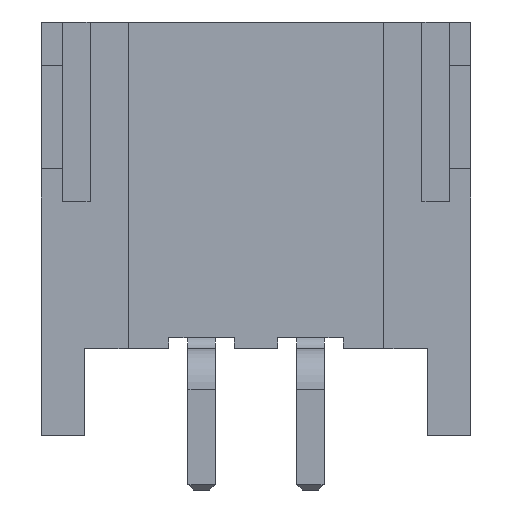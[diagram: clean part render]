
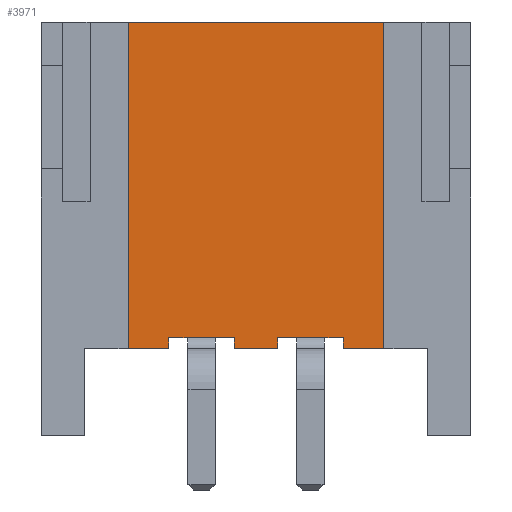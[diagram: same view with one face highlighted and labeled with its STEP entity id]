
A CAD part, front view. The second image highlights one B-rep face of the part: STEP entity #3971.
In plain terms, the highlighted planar face has unit normal (0, 1, 0).
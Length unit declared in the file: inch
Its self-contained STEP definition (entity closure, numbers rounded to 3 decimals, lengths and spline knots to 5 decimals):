
#221=FACE_OUTER_BOUND('',#349,.T.);
#349=EDGE_LOOP('',(#3319,#3320,#3321,#3322,#3323,#3324,#3325,#3326,#3327,
#3328,#3329,#3330));
#615=LINE('',#5886,#1271);
#616=LINE('',#5888,#1272);
#617=LINE('',#5890,#1273);
#618=LINE('',#5892,#1274);
#619=LINE('',#5894,#1275);
#620=LINE('',#5896,#1276);
#621=LINE('',#5898,#1277);
#622=LINE('',#5900,#1278);
#623=LINE('',#5902,#1279);
#624=LINE('',#5904,#1280);
#625=LINE('',#5906,#1281);
#626=LINE('',#5907,#1282);
#1271=VECTOR('',#4774,0.00787);
#1272=VECTOR('',#4775,0.04724);
#1273=VECTOR('',#4776,0.00787);
#1274=VECTOR('',#4777,0.0315);
#1275=VECTOR('',#4778,0.00787);
#1276=VECTOR('',#4779,0.04724);
#1277=VECTOR('',#4780,0.00787);
#1278=VECTOR('',#4781,0.02953);
#1279=VECTOR('',#4782,0.23622);
#1280=VECTOR('',#4783,0.18504);
#1281=VECTOR('',#4784,0.23622);
#1282=VECTOR('',#4785,0.02953);
#1943=VERTEX_POINT('',#5884);
#1944=VERTEX_POINT('',#5885);
#1945=VERTEX_POINT('',#5887);
#1946=VERTEX_POINT('',#5889);
#1947=VERTEX_POINT('',#5891);
#1948=VERTEX_POINT('',#5893);
#1949=VERTEX_POINT('',#5895);
#1950=VERTEX_POINT('',#5897);
#1951=VERTEX_POINT('',#5899);
#1952=VERTEX_POINT('',#5901);
#1953=VERTEX_POINT('',#5903);
#1954=VERTEX_POINT('',#5905);
#2631=EDGE_CURVE('',#1943,#1944,#615,.T.);
#2632=EDGE_CURVE('',#1944,#1945,#616,.T.);
#2633=EDGE_CURVE('',#1945,#1946,#617,.T.);
#2634=EDGE_CURVE('',#1946,#1947,#618,.T.);
#2635=EDGE_CURVE('',#1947,#1948,#619,.T.);
#2636=EDGE_CURVE('',#1948,#1949,#620,.T.);
#2637=EDGE_CURVE('',#1949,#1950,#621,.T.);
#2638=EDGE_CURVE('',#1950,#1951,#622,.T.);
#2639=EDGE_CURVE('',#1951,#1952,#623,.T.);
#2640=EDGE_CURVE('',#1952,#1953,#624,.T.);
#2641=EDGE_CURVE('',#1953,#1954,#625,.T.);
#2642=EDGE_CURVE('',#1954,#1943,#626,.T.);
#3319=ORIENTED_EDGE('',*,*,#2631,.T.);
#3320=ORIENTED_EDGE('',*,*,#2632,.T.);
#3321=ORIENTED_EDGE('',*,*,#2633,.T.);
#3322=ORIENTED_EDGE('',*,*,#2634,.T.);
#3323=ORIENTED_EDGE('',*,*,#2635,.T.);
#3324=ORIENTED_EDGE('',*,*,#2636,.T.);
#3325=ORIENTED_EDGE('',*,*,#2637,.T.);
#3326=ORIENTED_EDGE('',*,*,#2638,.T.);
#3327=ORIENTED_EDGE('',*,*,#2639,.T.);
#3328=ORIENTED_EDGE('',*,*,#2640,.T.);
#3329=ORIENTED_EDGE('',*,*,#2641,.T.);
#3330=ORIENTED_EDGE('',*,*,#2642,.T.);
#3849=PLANE('',#4378);
#3971=ADVANCED_FACE('',(#221),#3849,.T.);
#4378=AXIS2_PLACEMENT_3D('',#5883,#4772,#4773);
#4772=DIRECTION('center_axis',(0.,1.,0.));
#4773=DIRECTION('ref_axis',(0.,0.,1.));
#4774=DIRECTION('',(0.,0.,1.));
#4775=DIRECTION('',(-1.,0.,0.));
#4776=DIRECTION('',(0.,0.,-1.));
#4777=DIRECTION('',(-1.,0.,0.));
#4778=DIRECTION('',(0.,0.,1.));
#4779=DIRECTION('',(-1.,0.,0.));
#4780=DIRECTION('',(0.,0.,-1.));
#4781=DIRECTION('',(-1.,0.,0.));
#4782=DIRECTION('',(0.,0.,1.));
#4783=DIRECTION('',(1.,0.,0.));
#4784=DIRECTION('',(0.,0.,-1.));
#4785=DIRECTION('',(-1.,0.,0.));
#5883=CARTESIAN_POINT('Origin',(-0.09252,0.00787,-0.11811));
#5884=CARTESIAN_POINT('',(0.06299,0.00787,-0.23622));
#5885=CARTESIAN_POINT('',(0.06299,0.00787,-0.22835));
#5886=CARTESIAN_POINT('',(0.06299,0.00787,-0.22835));
#5887=CARTESIAN_POINT('',(0.01575,0.00787,-0.22835));
#5888=CARTESIAN_POINT('',(0.01575,0.00787,-0.22835));
#5889=CARTESIAN_POINT('',(0.01575,0.00787,-0.23622));
#5890=CARTESIAN_POINT('',(0.01575,0.00787,-0.23622));
#5891=CARTESIAN_POINT('',(-0.01575,0.00787,-0.23622));
#5892=CARTESIAN_POINT('',(0.01575,0.00787,-0.23622));
#5893=CARTESIAN_POINT('',(-0.01575,0.00787,-0.22835));
#5894=CARTESIAN_POINT('',(-0.01575,0.00787,-0.22835));
#5895=CARTESIAN_POINT('',(-0.06299,0.00787,-0.22835));
#5896=CARTESIAN_POINT('',(-0.06299,0.00787,-0.22835));
#5897=CARTESIAN_POINT('',(-0.06299,0.00787,-0.23622));
#5898=CARTESIAN_POINT('',(-0.06299,0.00787,-0.23622));
#5899=CARTESIAN_POINT('',(-0.09252,0.00787,-0.23622));
#5900=CARTESIAN_POINT('',(-0.06299,0.00787,-0.23622));
#5901=CARTESIAN_POINT('',(-0.09252,0.00787,0.));
#5902=CARTESIAN_POINT('',(-0.09252,0.00787,-0.23622));
#5903=CARTESIAN_POINT('',(0.09252,0.00787,0.));
#5904=CARTESIAN_POINT('',(-0.09252,0.00787,0.));
#5905=CARTESIAN_POINT('',(0.09252,0.00787,-0.23622));
#5906=CARTESIAN_POINT('',(0.09252,0.00787,0.));
#5907=CARTESIAN_POINT('',(0.09252,0.00787,-0.23622));
